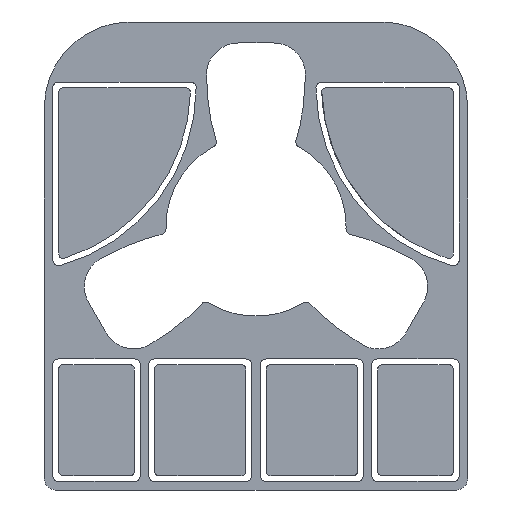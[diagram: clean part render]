
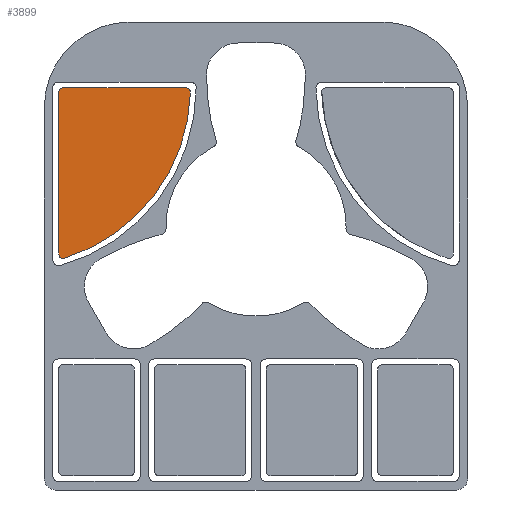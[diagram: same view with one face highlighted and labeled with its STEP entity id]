
A CAD part, front view. The second image highlights one B-rep face of the part: STEP entity #3899.
In plain terms, the highlighted free-form (B-spline) face has degree [1, 1] with [2, 2] control points.
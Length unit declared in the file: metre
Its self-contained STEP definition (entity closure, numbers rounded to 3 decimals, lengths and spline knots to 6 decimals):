
#10=CIRCLE('',#4198,0.031246);
#154=LINE('',#7476,#227);
#155=LINE('',#7484,#228);
#227=VECTOR('',#4337,1.);
#228=VECTOR('',#4338,1.);
#324=B_SPLINE_SURFACE_WITH_KNOTS('',1,1,((#7472,#7473),(#7474,#7475)),
 .PLANE_SURF.,.F.,.F.,.F.,(2,2),(2,2),(0.045455,0.954537),
(0.045455,0.954545),.PIECEWISE_BEZIER_KNOTS.);
#625=ORIENTED_EDGE('',*,*,#1842,.F.);
#626=ORIENTED_EDGE('',*,*,#1843,.T.);
#627=ORIENTED_EDGE('',*,*,#1844,.F.);
#628=ORIENTED_EDGE('',*,*,#1845,.T.);
#629=ORIENTED_EDGE('',*,*,#1846,.F.);
#630=ORIENTED_EDGE('',*,*,#1847,.T.);
#1842=EDGE_CURVE('',#2457,#2458,#154,.T.);
#1843=EDGE_CURVE('',#2457,#2459,#2880,.T.);
#1844=EDGE_CURVE('',#2460,#2459,#155,.T.);
#1845=EDGE_CURVE('',#2460,#2461,#2881,.T.);
#1846=EDGE_CURVE('',#2462,#2461,#10,.T.);
#1847=EDGE_CURVE('',#2462,#2458,#2882,.T.);
#2457=VERTEX_POINT('',#7477);
#2458=VERTEX_POINT('',#7478);
#2459=VERTEX_POINT('',#7483);
#2460=VERTEX_POINT('',#7485);
#2461=VERTEX_POINT('',#7490);
#2462=VERTEX_POINT('',#7492);
#2880=B_SPLINE_CURVE_WITH_KNOTS('',3,(#7479,#7480,#7481,#7482),
 .UNSPECIFIED.,.F.,.F.,(4,4),(0.,1.),.UNSPECIFIED.);
#2881=B_SPLINE_CURVE_WITH_KNOTS('',3,(#7486,#7487,#7488,#7489),
 .UNSPECIFIED.,.F.,.F.,(4,4),(0.,1.),.UNSPECIFIED.);
#2882=B_SPLINE_CURVE_WITH_KNOTS('',3,(#7493,#7494,#7495,#7496),
 .UNSPECIFIED.,.F.,.F.,(4,4),(0.,1.),.UNSPECIFIED.);
#3268=EDGE_LOOP('',(#625,#626,#627,#628,#629,#630));
#3530=FACE_BOUND('',#3268,.T.);
#3899=ADVANCED_FACE('',(#3530),#324,.F.);
#4198=AXIS2_PLACEMENT_3D('',#7491,#4339,#4340);
#4337=DIRECTION('',(1.,0.,0.));
#4338=DIRECTION('',(0.,0.,1.));
#4339=DIRECTION('',(0.,1.,0.));
#4340=DIRECTION('',(1.,0.,0.));
#7472=CARTESIAN_POINT('',(-0.0345,0.1135,0.0353));
#7473=CARTESIAN_POINT('',(-0.0345,0.1135,0.005203));
#7474=CARTESIAN_POINT('',(-0.011314,0.1135,0.0353));
#7475=CARTESIAN_POINT('',(-0.011314,0.1135,0.005203));
#7476=CARTESIAN_POINT('',(-0.00075,0.1135,0.0353));
#7477=CARTESIAN_POINT('',(-0.03356,0.1135,0.0353));
#7478=CARTESIAN_POINT('',(-0.012407,0.1135,0.0353));
#7479=CARTESIAN_POINT('',(-0.03356,0.1135,0.0353));
#7480=CARTESIAN_POINT('',(-0.034187,0.1135,0.0353));
#7481=CARTESIAN_POINT('',(-0.0345,0.1135,0.034987));
#7482=CARTESIAN_POINT('',(-0.0345,0.1135,0.03436));
#7483=CARTESIAN_POINT('',(-0.0345,0.1135,0.03436));
#7484=CARTESIAN_POINT('',(-0.0345,0.1135,0.0016));
#7485=CARTESIAN_POINT('',(-0.0345,0.1135,0.006472));
#7486=CARTESIAN_POINT('',(-0.0345,0.1135,0.006472));
#7487=CARTESIAN_POINT('',(-0.0345,0.1135,0.005616));
#7488=CARTESIAN_POINT('',(-0.034092,0.1135,0.005318));
#7489=CARTESIAN_POINT('',(-0.033277,0.1135,0.005576));
#7490=CARTESIAN_POINT('',(-0.033277,0.1135,0.005576));
#7491=CARTESIAN_POINT('',(-0.042697,0.1135,0.035368));
#7492=CARTESIAN_POINT('',(-0.011468,0.1135,0.034329));
#7493=CARTESIAN_POINT('',(-0.011468,0.1135,0.034329));
#7494=CARTESIAN_POINT('',(-0.011447,0.1135,0.034976));
#7495=CARTESIAN_POINT('',(-0.01176,0.1135,0.0353));
#7496=CARTESIAN_POINT('',(-0.012407,0.1135,0.0353));
